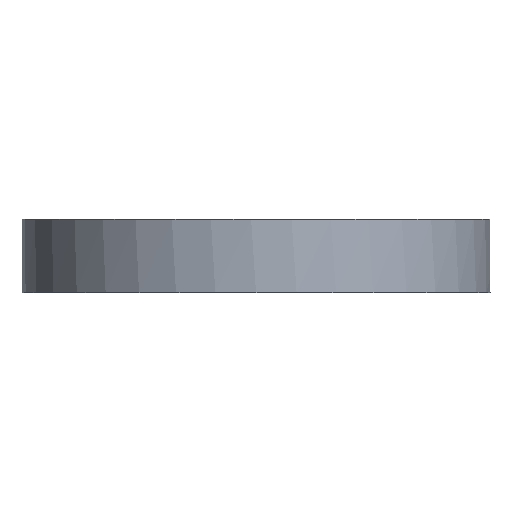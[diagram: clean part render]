
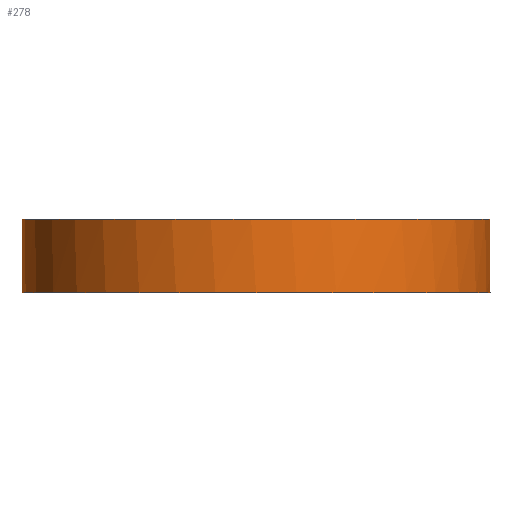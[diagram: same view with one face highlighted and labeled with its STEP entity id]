
A CAD part, left-side view. The second image highlights one B-rep face of the part: STEP entity #278.
In plain terms, the highlighted cylindrical face has radius 80 mm (diameter 160 mm), a full revolution.
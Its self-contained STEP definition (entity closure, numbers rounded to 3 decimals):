
#51 = VERTEX_POINT('',#52);
#52 = CARTESIAN_POINT('',(-2.5,-79.961,5.));
#58 = EDGE_CURVE('',#51,#59,#61,.T.);
#59 = VERTEX_POINT('',#60);
#60 = CARTESIAN_POINT('',(2.5,-79.961,5.));
#61 = CIRCLE('',#62,80.);
#62 = AXIS2_PLACEMENT_3D('',#63,#64,#65);
#63 = CARTESIAN_POINT('',(0.,0.,5.));
#64 = DIRECTION('',(0.,0.,1.));
#65 = DIRECTION('',(1.,0.,0.));
#222 = VERTEX_POINT('',#223);
#223 = CARTESIAN_POINT('',(2.5,-79.961,25.));
#244 = EDGE_CURVE('',#222,#59,#245,.T.);
#245 = LINE('',#246,#247);
#246 = CARTESIAN_POINT('',(2.5,-79.961,25.));
#247 = VECTOR('',#248,1.);
#248 = DIRECTION('',(-0.,-0.,-1.));
#278 = ADVANCED_FACE('',(#279),#323,.T.);
#279 = FACE_BOUND('',#280,.F.);
#280 = EDGE_LOOP('',(#281,#290,#298,#307,#313,#314,#315,#322));
#281 = ORIENTED_EDGE('',*,*,#282,.F.);
#282 = EDGE_CURVE('',#283,#283,#285,.T.);
#283 = VERTEX_POINT('',#284);
#284 = CARTESIAN_POINT('',(80.,0.,0.));
#285 = CIRCLE('',#286,80.);
#286 = AXIS2_PLACEMENT_3D('',#287,#288,#289);
#287 = CARTESIAN_POINT('',(0.,0.,0.));
#288 = DIRECTION('',(0.,0.,1.));
#289 = DIRECTION('',(1.,0.,0.));
#290 = ORIENTED_EDGE('',*,*,#291,.T.);
#291 = EDGE_CURVE('',#283,#292,#294,.T.);
#292 = VERTEX_POINT('',#293);
#293 = CARTESIAN_POINT('',(80.,0.,25.));
#294 = LINE('',#295,#296);
#295 = CARTESIAN_POINT('',(80.,0.,0.));
#296 = VECTOR('',#297,1.);
#297 = DIRECTION('',(0.,0.,1.));
#298 = ORIENTED_EDGE('',*,*,#299,.T.);
#299 = EDGE_CURVE('',#292,#300,#302,.T.);
#300 = VERTEX_POINT('',#301);
#301 = CARTESIAN_POINT('',(-2.5,-79.961,25.));
#302 = CIRCLE('',#303,80.);
#303 = AXIS2_PLACEMENT_3D('',#304,#305,#306);
#304 = CARTESIAN_POINT('',(0.,0.,25.));
#305 = DIRECTION('',(0.,0.,1.));
#306 = DIRECTION('',(1.,0.,0.));
#307 = ORIENTED_EDGE('',*,*,#308,.T.);
#308 = EDGE_CURVE('',#300,#51,#309,.T.);
#309 = LINE('',#310,#311);
#310 = CARTESIAN_POINT('',(-2.5,-79.961,25.));
#311 = VECTOR('',#312,1.);
#312 = DIRECTION('',(-0.,-0.,-1.));
#313 = ORIENTED_EDGE('',*,*,#58,.T.);
#314 = ORIENTED_EDGE('',*,*,#244,.F.);
#315 = ORIENTED_EDGE('',*,*,#316,.T.);
#316 = EDGE_CURVE('',#222,#292,#317,.T.);
#317 = CIRCLE('',#318,80.);
#318 = AXIS2_PLACEMENT_3D('',#319,#320,#321);
#319 = CARTESIAN_POINT('',(0.,0.,25.));
#320 = DIRECTION('',(0.,0.,1.));
#321 = DIRECTION('',(1.,0.,0.));
#322 = ORIENTED_EDGE('',*,*,#291,.F.);
#323 = CYLINDRICAL_SURFACE('',#324,80.);
#324 = AXIS2_PLACEMENT_3D('',#325,#326,#327);
#325 = CARTESIAN_POINT('',(0.,0.,0.));
#326 = DIRECTION('',(-0.,-0.,-1.));
#327 = DIRECTION('',(1.,0.,0.));
